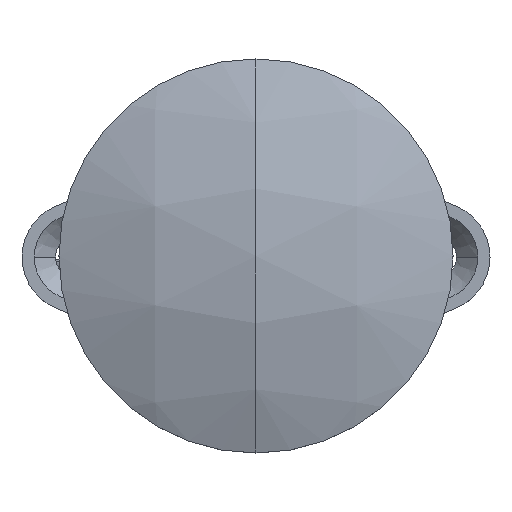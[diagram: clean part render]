
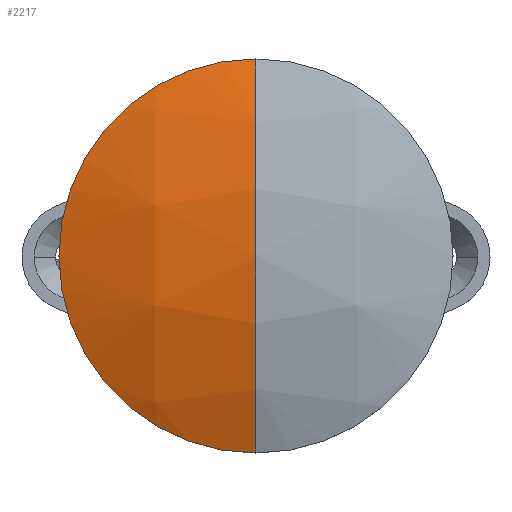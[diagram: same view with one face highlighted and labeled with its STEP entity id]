
A CAD part, top view. The second image highlights one B-rep face of the part: STEP entity #2217.
In plain terms, the highlighted spherical face has radius 60.1 mm.
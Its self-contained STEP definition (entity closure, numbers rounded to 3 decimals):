
#1 = CARTESIAN_POINT ( 'NONE',  ( -24., 0., -5. ) ) ;
#58 = CARTESIAN_POINT ( 'NONE',  ( 0., 0., 0. ) ) ;
#112 = AXIS2_PLACEMENT_3D ( 'NONE', #3363, #1726, #119 ) ;
#119 = DIRECTION ( 'NONE',  ( 0., 0., -1. ) ) ;
#126 = AXIS2_PLACEMENT_3D ( 'NONE', #1580, #3494, #1845 ) ;
#132 = ORIENTED_EDGE ( 'NONE', *, *, #2456, .T. ) ;
#272 = EDGE_CURVE ( 'NONE', #3463, #3519, #696, .T. ) ;
#275 = VERTEX_POINT ( 'NONE', #2801 ) ;
#533 = CARTESIAN_POINT ( 'NONE',  ( 0., 24., -5. ) ) ;
#626 = CARTESIAN_POINT ( 'NONE',  ( 0., 0., -60.1 ) ) ;
#696 = CIRCLE ( 'NONE', #112, 60.1 ) ;
#810 = ORIENTED_EDGE ( 'NONE', *, *, #272, .F. ) ;
#816 = AXIS2_PLACEMENT_3D ( 'NONE', #626, #2520, #894 ) ;
#882 = AXIS2_PLACEMENT_3D ( 'NONE', #2687, #2974, #1350 ) ;
#894 = DIRECTION ( 'NONE',  ( 0., -1., 0. ) ) ;
#1110 = FACE_OUTER_BOUND ( 'NONE', #3156, .T. ) ;
#1125 = VERTEX_POINT ( 'NONE', #1 ) ;
#1203 = CARTESIAN_POINT ( 'NONE',  ( 0., 0., -5. ) ) ;
#1313 = CIRCLE ( 'NONE', #816, 60.1 ) ;
#1350 = DIRECTION ( 'NONE',  ( 0., 1., 0. ) ) ;
#1479 = EDGE_CURVE ( 'NONE', #1125, #275, #1831, .T. ) ;
#1481 = DIRECTION ( 'NONE',  ( 1., 0., 0. ) ) ;
#1580 = CARTESIAN_POINT ( 'NONE',  ( 0., 0., -5. ) ) ;
#1726 = DIRECTION ( 'NONE',  ( 1., 0., 0. ) ) ;
#1747 = SPHERICAL_SURFACE ( 'NONE', #882, 60.1 ) ;
#1831 = CIRCLE ( 'NONE', #126, 24. ) ;
#1845 = DIRECTION ( 'NONE',  ( 1., 0., 0. ) ) ;
#2107 = ORIENTED_EDGE ( 'NONE', *, *, #1479, .T. ) ;
#2217 = ADVANCED_FACE ( 'NONE', ( #1110 ), #1747, .T. ) ;
#2351 = EDGE_CURVE ( 'NONE', #3463, #1125, #2848, .T. ) ;
#2456 = EDGE_CURVE ( 'NONE', #275, #3519, #1313, .T. ) ;
#2520 = DIRECTION ( 'NONE',  ( -1., 0., 0. ) ) ;
#2687 = CARTESIAN_POINT ( 'NONE',  ( 0., 0., -60.1 ) ) ;
#2801 = CARTESIAN_POINT ( 'NONE',  ( 0., -24., -5. ) ) ;
#2848 = CIRCLE ( 'NONE', #3451, 24. ) ;
#2974 = DIRECTION ( 'NONE',  ( -1., 0., 0. ) ) ;
#3108 = DIRECTION ( 'NONE',  ( 0., 0., 1. ) ) ;
#3156 = EDGE_LOOP ( 'NONE', ( #3241, #2107, #132, #810 ) ) ;
#3241 = ORIENTED_EDGE ( 'NONE', *, *, #2351, .T. ) ;
#3363 = CARTESIAN_POINT ( 'NONE',  ( 0., 0., -60.1 ) ) ;
#3451 = AXIS2_PLACEMENT_3D ( 'NONE', #1203, #3108, #1481 ) ;
#3463 = VERTEX_POINT ( 'NONE', #533 ) ;
#3494 = DIRECTION ( 'NONE',  ( 0., 0., 1. ) ) ;
#3519 = VERTEX_POINT ( 'NONE', #58 ) ;
